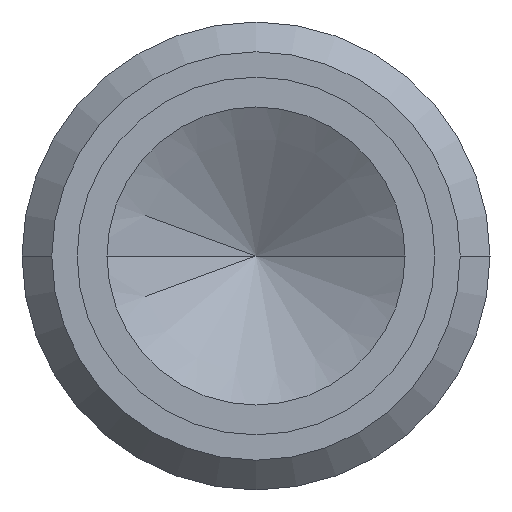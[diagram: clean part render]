
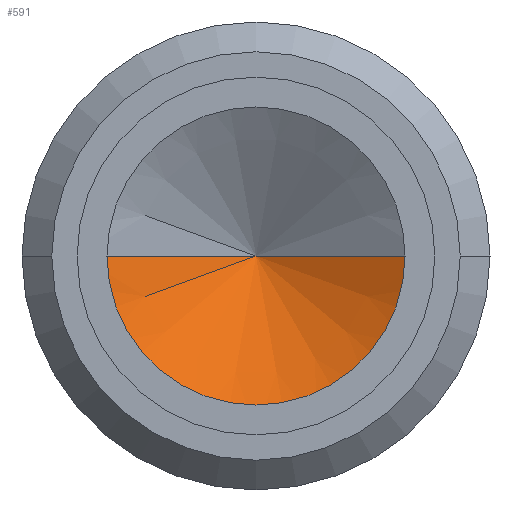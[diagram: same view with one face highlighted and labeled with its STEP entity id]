
A CAD part, left-side view. The second image highlights one B-rep face of the part: STEP entity #591.
In plain terms, the highlighted conical face has half-angle 59 degrees and reference radius 0.297 mm.
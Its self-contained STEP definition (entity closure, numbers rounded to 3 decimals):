
#103=CARTESIAN_POINT('',(-2.211,0.,0.));
#104=DIRECTION('',(-1.,0.,0.));
#105=DIRECTION('',(0.,1.,0.));
#106=AXIS2_PLACEMENT_3D('',#103,#104,#105);
#113=DIRECTION('',(-0.515,-0.857,0.));
#114=VECTOR('',#113,0.693);
#115=CARTESIAN_POINT('',(-1.854,0.,0.));
#116=LINE('',#115,#114);
#117=DIRECTION('',(-0.515,0.857,0.));
#118=VECTOR('',#117,0.693);
#119=CARTESIAN_POINT('',(-1.854,0.,0.));
#120=LINE('',#119,#118);
#391=CARTESIAN_POINT('',(-2.211,0.594,0.));
#392=CARTESIAN_POINT('',(-2.211,-0.594,0.));
#393=VERTEX_POINT('',#391);
#394=VERTEX_POINT('',#392);
#399=CARTESIAN_POINT('',(-1.854,0.,0.));
#400=VERTEX_POINT('',#399);
#579=CARTESIAN_POINT('',(-2.033,0.,0.));
#580=DIRECTION('',(-1.,0.,0.));
#581=DIRECTION('',(0.,1.,0.));
#582=AXIS2_PLACEMENT_3D('',#579,#580,#581);
#583=CONICAL_SURFACE('',#582,0.297,59.);
#584=ORIENTED_EDGE('',*,*,#568,.F.);
#586=ORIENTED_EDGE('',*,*,#585,.F.);
#588=ORIENTED_EDGE('',*,*,#587,.T.);
#589=EDGE_LOOP('',(#584,#586,#588));
#590=FACE_OUTER_BOUND('',#589,.F.);
#591=ADVANCED_FACE('',(#590),#583,.F.);
#107=CIRCLE('',#106,0.594);
#568=EDGE_CURVE('',#393,#394,#107,.T.);
#585=EDGE_CURVE('',#400,#393,#120,.T.);
#587=EDGE_CURVE('',#400,#394,#116,.T.);
